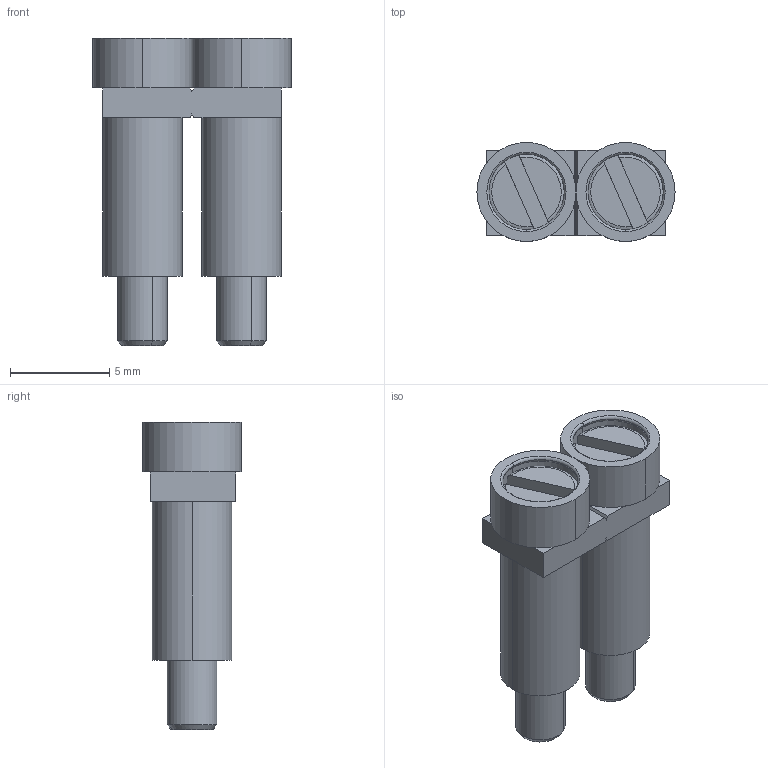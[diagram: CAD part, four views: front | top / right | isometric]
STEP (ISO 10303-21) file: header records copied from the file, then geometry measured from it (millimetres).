
FILE_DESCRIPTION (( 'STEP AP214' ), '1' );
FILE_NAME ('UK 2,5-2.STEP', '2013-10-29T10:24:34', ( 'arge' ), ( 'Microsoft' ), 'SwSTEP 2.0', 'SolidWorks 2013', '' );
FILE_SCHEMA (( 'AUTOMOTIVE_DESIGN' ));
Length unit declared in the file: millimetre
Products named in the file (1): UK 2,5-2
Bounding box: 10 x 5 x 15.5 mm (x, y, z)
Volume: 324.4 mm3; surface area: 975.8 mm2
Topology: 7 solids, 7 shells, 116 faces, 250 edges, 152 vertices
Faces by surface type: cylinder 44, plane 36, torus 28, cone 8
Entity records: 4578 total; most frequent: DIRECTION 620, CARTESIAN_POINT 559, ORIENTED_EDGE 500, AXIS2_PLACEMENT_3D 261, EDGE_CURVE 250, VERTEX_POINT 152, CIRCLE 144, EDGE_LOOP 132
